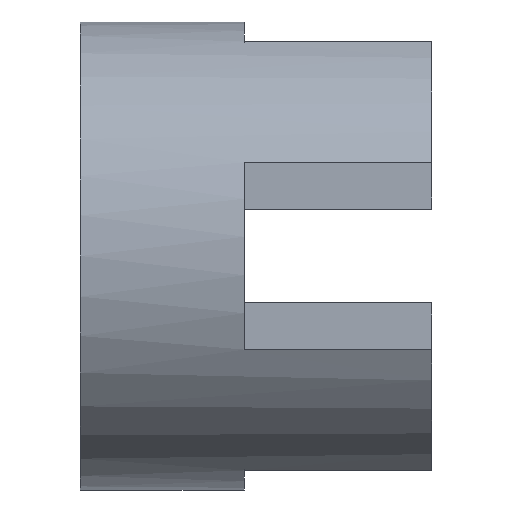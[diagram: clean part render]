
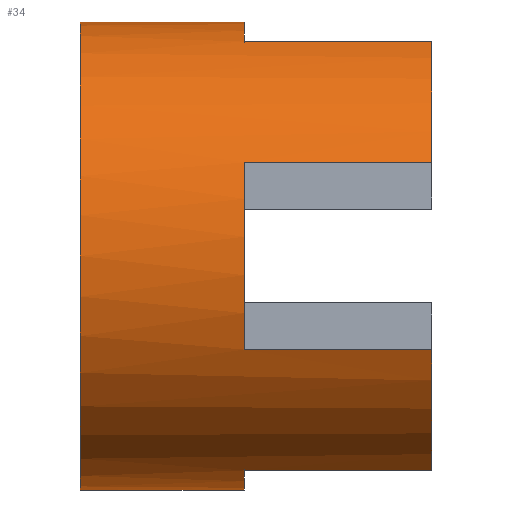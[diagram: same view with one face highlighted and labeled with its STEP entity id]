
A CAD part, left-side view. The second image highlights one B-rep face of the part: STEP entity #34.
In plain terms, the highlighted cylindrical face has radius 12.7 mm (diameter 25.4 mm), a partial arc.
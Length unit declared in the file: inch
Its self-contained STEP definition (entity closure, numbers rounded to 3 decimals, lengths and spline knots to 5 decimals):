
#5 = VERTEX_POINT ( 'NONE', #121 ) ;
#11 = DIRECTION ( 'NONE',  ( 0., -1., 0. ) ) ;
#16 = DIRECTION ( 'NONE',  ( 0., -1., 0. ) ) ;
#25 = VECTOR ( 'NONE', #16, 39.37008 ) ;
#27 = ORIENTED_EDGE ( 'NONE', *, *, #181, .T. ) ;
#32 = CARTESIAN_POINT ( 'NONE',  ( 0., 0.75, 0.5 ) ) ;
#34 = ADVANCED_FACE ( 'NONE', ( #288 ), #855, .T. ) ;
#42 = ORIENTED_EDGE ( 'NONE', *, *, #139, .T. ) ;
#59 = DIRECTION ( 'NONE',  ( 0., 1., 0. ) ) ;
#68 = AXIS2_PLACEMENT_3D ( 'NONE', #936, #1025, #388 ) ;
#70 = CARTESIAN_POINT ( 'NONE',  ( -0.2, 0.75, -0.45826 ) ) ;
#73 = CARTESIAN_POINT ( 'NONE',  ( -0.45826, 0.4, 0.2 ) ) ;
#80 = ORIENTED_EDGE ( 'NONE', *, *, #908, .F. ) ;
#101 = CIRCLE ( 'NONE', #680, 0.5 ) ;
#105 = DIRECTION ( 'NONE',  ( 0., 0., -1. ) ) ;
#121 = CARTESIAN_POINT ( 'NONE',  ( -0.45826, 0.4, -0.2 ) ) ;
#139 = EDGE_CURVE ( 'NONE', #821, #408, #101, .T. ) ;
#141 = DIRECTION ( 'NONE',  ( 0., 0., -1. ) ) ;
#146 = VERTEX_POINT ( 'NONE', #73 ) ;
#171 = CARTESIAN_POINT ( 'NONE',  ( 0., 0.75, -0.5 ) ) ;
#181 = EDGE_CURVE ( 'NONE', #694, #910, #714, .T. ) ;
#185 = CIRCLE ( 'NONE', #68, 0.5 ) ;
#200 = DIRECTION ( 'NONE',  ( 0., 0., -1. ) ) ;
#204 = CARTESIAN_POINT ( 'NONE',  ( -0.2, 0.4, -0.45826 ) ) ;
#205 = CARTESIAN_POINT ( 'NONE',  ( 0., 0.75, 0. ) ) ;
#231 = DIRECTION ( 'NONE',  ( 0., 1., 0. ) ) ;
#259 = VECTOR ( 'NONE', #533, 39.37008 ) ;
#262 = EDGE_CURVE ( 'NONE', #1060, #910, #351, .T. ) ;
#263 = DIRECTION ( 'NONE',  ( 0., 0., 1. ) ) ;
#288 = FACE_OUTER_BOUND ( 'NONE', #889, .T. ) ;
#289 = AXIS2_PLACEMENT_3D ( 'NONE', #457, #914, #453 ) ;
#294 = EDGE_CURVE ( 'NONE', #821, #146, #371, .T. ) ;
#329 = ORIENTED_EDGE ( 'NONE', *, *, #1080, .F. ) ;
#331 = LINE ( 'NONE', #70, #1070 ) ;
#332 = VERTEX_POINT ( 'NONE', #1046 ) ;
#340 = DIRECTION ( 'NONE',  ( 0., 0., 1. ) ) ;
#351 = CIRCLE ( 'NONE', #289, 0.5 ) ;
#354 = DIRECTION ( 'NONE',  ( 0., 1., 0. ) ) ;
#371 = LINE ( 'NONE', #972, #609 ) ;
#388 = DIRECTION ( 'NONE',  ( 0., 0., 1. ) ) ;
#391 = CIRCLE ( 'NONE', #1050, 0.5 ) ;
#408 = VERTEX_POINT ( 'NONE', #790 ) ;
#414 = CARTESIAN_POINT ( 'NONE',  ( -0.45826, 0., 0.2 ) ) ;
#417 = VERTEX_POINT ( 'NONE', #1052 ) ;
#419 = EDGE_CURVE ( 'NONE', #694, #587, #391, .T. ) ;
#421 = EDGE_CURVE ( 'NONE', #899, #1060, #331, .T. ) ;
#430 = AXIS2_PLACEMENT_3D ( 'NONE', #555, #459, #200 ) ;
#453 = DIRECTION ( 'NONE',  ( 0., 0., -1. ) ) ;
#457 = CARTESIAN_POINT ( 'NONE',  ( 0., 0.4, 0. ) ) ;
#459 = DIRECTION ( 'NONE',  ( 0., -1., 0. ) ) ;
#461 = EDGE_CURVE ( 'NONE', #587, #332, #794, .T. ) ;
#468 = VECTOR ( 'NONE', #1071, 39.37008 ) ;
#507 = ORIENTED_EDGE ( 'NONE', *, *, #294, .F. ) ;
#531 = CARTESIAN_POINT ( 'NONE',  ( 0., 0.75, 0.5 ) ) ;
#533 = DIRECTION ( 'NONE',  ( 0., -1., 0. ) ) ;
#535 = AXIS2_PLACEMENT_3D ( 'NONE', #205, #682, #141 ) ;
#540 = DIRECTION ( 'NONE',  ( 0., -1., 0. ) ) ;
#555 = CARTESIAN_POINT ( 'NONE',  ( 0., 0.4, 0. ) ) ;
#569 = ORIENTED_EDGE ( 'NONE', *, *, #421, .F. ) ;
#571 = VERTEX_POINT ( 'NONE', #849 ) ;
#579 = ORIENTED_EDGE ( 'NONE', *, *, #1061, .T. ) ;
#587 = VERTEX_POINT ( 'NONE', #32 ) ;
#609 = VECTOR ( 'NONE', #231, 39.37008 ) ;
#628 = ORIENTED_EDGE ( 'NONE', *, *, #419, .F. ) ;
#641 = LINE ( 'NONE', #917, #907 ) ;
#647 = CARTESIAN_POINT ( 'NONE',  ( -0.45826, 0.75, -0.2 ) ) ;
#680 = AXIS2_PLACEMENT_3D ( 'NONE', #1175, #354, #263 ) ;
#682 = DIRECTION ( 'NONE',  ( 0., -1., 0. ) ) ;
#694 = VERTEX_POINT ( 'NONE', #838 ) ;
#714 = LINE ( 'NONE', #171, #259 ) ;
#739 = CIRCLE ( 'NONE', #1039, 0.5 ) ;
#759 = LINE ( 'NONE', #647, #25 ) ;
#790 = CARTESIAN_POINT ( 'NONE',  ( -0.2, 0., 0.45826 ) ) ;
#794 = LINE ( 'NONE', #531, #468 ) ;
#820 = CARTESIAN_POINT ( 'NONE',  ( 0., 0.4, -0.5 ) ) ;
#821 = VERTEX_POINT ( 'NONE', #414 ) ;
#838 = CARTESIAN_POINT ( 'NONE',  ( 0., 0.75, -0.5 ) ) ;
#849 = CARTESIAN_POINT ( 'NONE',  ( -0.45826, 0., -0.2 ) ) ;
#855 = CYLINDRICAL_SURFACE ( 'NONE', #535, 0.5 ) ;
#882 = CARTESIAN_POINT ( 'NONE',  ( 0., 0.75, 0. ) ) ;
#889 = EDGE_LOOP ( 'NONE', ( #1062, #628, #27, #1038, #569, #579, #946, #1157, #507, #42, #80, #329 ) ) ;
#899 = VERTEX_POINT ( 'NONE', #994 ) ;
#907 = VECTOR ( 'NONE', #540, 39.37008 ) ;
#908 = EDGE_CURVE ( 'NONE', #417, #408, #641, .T. ) ;
#910 = VERTEX_POINT ( 'NONE', #820 ) ;
#914 = DIRECTION ( 'NONE',  ( 0., -1., 0. ) ) ;
#917 = CARTESIAN_POINT ( 'NONE',  ( -0.2, 0.75, 0.45826 ) ) ;
#936 = CARTESIAN_POINT ( 'NONE',  ( 0., 0., 0. ) ) ;
#946 = ORIENTED_EDGE ( 'NONE', *, *, #1006, .F. ) ;
#948 = CIRCLE ( 'NONE', #430, 0.5 ) ;
#951 = CARTESIAN_POINT ( 'NONE',  ( 0., 0.4, 0. ) ) ;
#972 = CARTESIAN_POINT ( 'NONE',  ( -0.45826, 0.75, 0.2 ) ) ;
#994 = CARTESIAN_POINT ( 'NONE',  ( -0.2, 0., -0.45826 ) ) ;
#1006 = EDGE_CURVE ( 'NONE', #5, #571, #759, .T. ) ;
#1025 = DIRECTION ( 'NONE',  ( 0., 1., 0. ) ) ;
#1038 = ORIENTED_EDGE ( 'NONE', *, *, #262, .F. ) ;
#1039 = AXIS2_PLACEMENT_3D ( 'NONE', #951, #11, #105 ) ;
#1046 = CARTESIAN_POINT ( 'NONE',  ( 0., 0.4, 0.5 ) ) ;
#1050 = AXIS2_PLACEMENT_3D ( 'NONE', #882, #1152, #340 ) ;
#1052 = CARTESIAN_POINT ( 'NONE',  ( -0.2, 0.4, 0.45826 ) ) ;
#1060 = VERTEX_POINT ( 'NONE', #204 ) ;
#1061 = EDGE_CURVE ( 'NONE', #899, #571, #185, .T. ) ;
#1062 = ORIENTED_EDGE ( 'NONE', *, *, #461, .F. ) ;
#1070 = VECTOR ( 'NONE', #59, 39.37008 ) ;
#1071 = DIRECTION ( 'NONE',  ( 0., -1., 0. ) ) ;
#1075 = EDGE_CURVE ( 'NONE', #146, #5, #948, .T. ) ;
#1080 = EDGE_CURVE ( 'NONE', #332, #417, #739, .T. ) ;
#1152 = DIRECTION ( 'NONE',  ( 0., 1., 0. ) ) ;
#1157 = ORIENTED_EDGE ( 'NONE', *, *, #1075, .F. ) ;
#1175 = CARTESIAN_POINT ( 'NONE',  ( 0., 0., 0. ) ) ;
